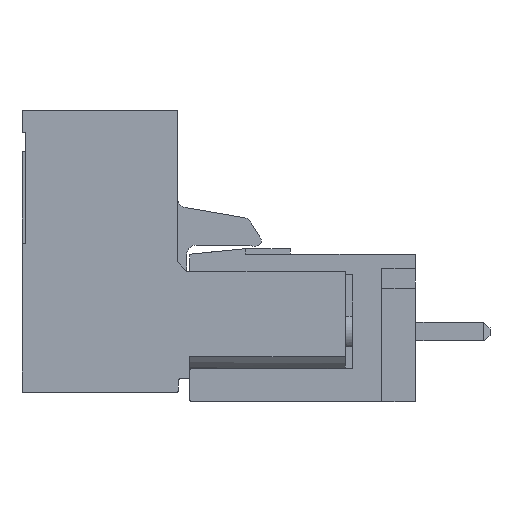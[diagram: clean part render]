
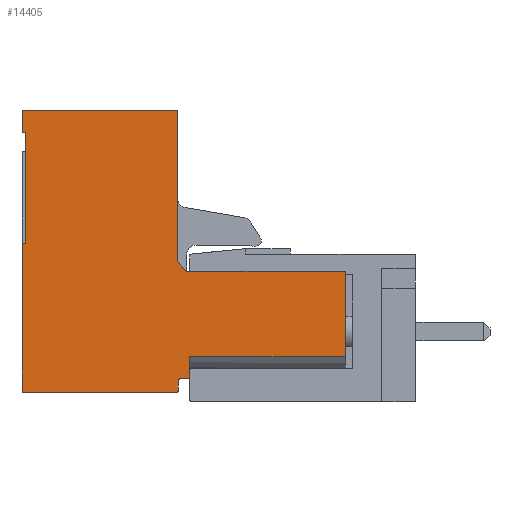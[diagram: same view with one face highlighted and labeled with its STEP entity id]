
A CAD part, left-side view. The second image highlights one B-rep face of the part: STEP entity #14405.
In plain terms, the highlighted planar face has unit normal (-1, 0, 0).
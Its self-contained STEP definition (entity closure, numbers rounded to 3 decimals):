
#126 = ORIENTED_EDGE ( 'NONE', *, *, #374, .F. ) ;
#201 = VERTEX_POINT ( 'NONE', #2488 ) ;
#207 = CIRCLE ( 'NONE', #8850, 0.1 ) ;
#251 = VECTOR ( 'NONE', #10450, 1000. ) ;
#374 = EDGE_CURVE ( 'NONE', #15440, #201, #11978, .T. ) ;
#455 = VERTEX_POINT ( 'NONE', #10205 ) ;
#743 = EDGE_CURVE ( 'NONE', #4722, #887, #10524, .T. ) ;
#757 = DIRECTION ( 'NONE',  ( 0., 0., 1. ) ) ;
#787 = DIRECTION ( 'NONE',  ( 1., 0., 0. ) ) ;
#823 = DIRECTION ( 'NONE',  ( 0., 0., 1. ) ) ;
#835 = EDGE_CURVE ( 'NONE', #11325, #887, #8046, .T. ) ;
#862 = VECTOR ( 'NONE', #9314, 1000. ) ;
#887 = VERTEX_POINT ( 'NONE', #5123 ) ;
#924 = EDGE_CURVE ( 'NONE', #11630, #11325, #3199, .T. ) ;
#1099 = VECTOR ( 'NONE', #5734, 1000. ) ;
#1102 = CARTESIAN_POINT ( 'NONE',  ( -10.86, 3.75, 0.51 ) ) ;
#1129 = ORIENTED_EDGE ( 'NONE', *, *, #3545, .F. ) ;
#1165 = AXIS2_PLACEMENT_3D ( 'NONE', #7426, #12268, #11074 ) ;
#1208 = VECTOR ( 'NONE', #14293, 1000. ) ;
#1466 = ORIENTED_EDGE ( 'NONE', *, *, #15124, .F. ) ;
#1688 = CARTESIAN_POINT ( 'NONE',  ( -10.86, 12.8, 0.61 ) ) ;
#1747 = VERTEX_POINT ( 'NONE', #2943 ) ;
#1794 = DIRECTION ( 'NONE',  ( 0., -1., 0. ) ) ;
#1811 = DIRECTION ( 'NONE',  ( 1., 0., 0. ) ) ;
#1862 = CARTESIAN_POINT ( 'NONE',  ( -10.86, 21.08, 0.51 ) ) ;
#1932 = LINE ( 'NONE', #11650, #12818 ) ;
#2066 = CARTESIAN_POINT ( 'NONE',  ( -10.86, 21.08, 8.49 ) ) ;
#2077 = CARTESIAN_POINT ( 'NONE',  ( -10.86, 12.75, 7.49 ) ) ;
#2153 = LINE ( 'NONE', #2077, #2612 ) ;
#2488 = CARTESIAN_POINT ( 'NONE',  ( -10.86, 12.75, 7.49 ) ) ;
#2521 = CARTESIAN_POINT ( 'NONE',  ( -10.86, 12.25, 6.99 ) ) ;
#2612 = VECTOR ( 'NONE', #13029, 1000. ) ;
#2747 = EDGE_CURVE ( 'NONE', #201, #8893, #2153, .T. ) ;
#2926 = CARTESIAN_POINT ( 'NONE',  ( -10.86, 20.88, 0.51 ) ) ;
#2943 = CARTESIAN_POINT ( 'NONE',  ( -10.86, 21.08, 8.49 ) ) ;
#2955 = ORIENTED_EDGE ( 'NONE', *, *, #14264, .F. ) ;
#2959 = VERTEX_POINT ( 'NONE', #7062 ) ;
#3022 = CARTESIAN_POINT ( 'NONE',  ( -10.86, 12.6, 1.129 ) ) ;
#3027 = ORIENTED_EDGE ( 'NONE', *, *, #4605, .F. ) ;
#3098 = CARTESIAN_POINT ( 'NONE',  ( -10.86, 21.08, 0.51 ) ) ;
#3199 = LINE ( 'NONE', #14158, #12610 ) ;
#3214 = DIRECTION ( 'NONE',  ( 0., 0., -1. ) ) ;
#3488 = PLANE ( 'NONE',  #4961 ) ;
#3541 = CARTESIAN_POINT ( 'NONE',  ( -10.86, 21.08, 14.41 ) ) ;
#3545 = EDGE_CURVE ( 'NONE', #455, #10296, #15266, .T. ) ;
#3965 = VECTOR ( 'NONE', #13982, 1000. ) ;
#3971 = VERTEX_POINT ( 'NONE', #9688 ) ;
#4129 = CARTESIAN_POINT ( 'NONE',  ( -10.86, 12.1, 2.411 ) ) ;
#4174 = VECTOR ( 'NONE', #15607, 1000. ) ;
#4354 = CARTESIAN_POINT ( 'NONE',  ( -10.86, 21.08, 15.61 ) ) ;
#4444 = LINE ( 'NONE', #3098, #862 ) ;
#4605 = EDGE_CURVE ( 'NONE', #10154, #15346, #12258, .T. ) ;
#4722 = VERTEX_POINT ( 'NONE', #6514 ) ;
#4798 = VECTOR ( 'NONE', #8609, 1000. ) ;
#4961 = AXIS2_PLACEMENT_3D ( 'NONE', #7139, #15641, #5956 ) ;
#5123 = CARTESIAN_POINT ( 'NONE',  ( -10.86, 12.2, 1.229 ) ) ;
#5229 = CARTESIAN_POINT ( 'NONE',  ( -10.86, 21.08, 2.411 ) ) ;
#5652 = CARTESIAN_POINT ( 'NONE',  ( -10.86, 3.75, 6.99 ) ) ;
#5734 = DIRECTION ( 'NONE',  ( 0., 0., -1. ) ) ;
#5756 = EDGE_CURVE ( 'NONE', #10189, #8176, #13190, .T. ) ;
#5889 = EDGE_CURVE ( 'NONE', #8893, #455, #6820, .T. ) ;
#5956 = DIRECTION ( 'NONE',  ( 0., 0., 1. ) ) ;
#5980 = AXIS2_PLACEMENT_3D ( 'NONE', #3022, #1811, #757 ) ;
#6008 = EDGE_LOOP ( 'NONE', ( #9528, #7400, #7884, #8146, #1129, #11399, #13562, #126, #12218, #2955, #3027, #7310, #1466, #13506, #6722, #9172, #12344, #6241 ) ) ;
#6241 = ORIENTED_EDGE ( 'NONE', *, *, #14262, .T. ) ;
#6358 = CARTESIAN_POINT ( 'NONE',  ( -10.86, 3.75, 2.411 ) ) ;
#6374 = VERTEX_POINT ( 'NONE', #7816 ) ;
#6514 = CARTESIAN_POINT ( 'NONE',  ( -10.86, 12.6, 1.229 ) ) ;
#6600 = EDGE_CURVE ( 'NONE', #3971, #15440, #9452, .T. ) ;
#6722 = ORIENTED_EDGE ( 'NONE', *, *, #5756, .F. ) ;
#6820 = LINE ( 'NONE', #15160, #10660 ) ;
#7062 = CARTESIAN_POINT ( 'NONE',  ( -10.86, 12.7, 0.61 ) ) ;
#7139 = CARTESIAN_POINT ( 'NONE',  ( -10.86, 21.08, 0.51 ) ) ;
#7285 = VECTOR ( 'NONE', #12975, 1000. ) ;
#7304 = EDGE_CURVE ( 'NONE', #2959, #10189, #207, .T. ) ;
#7310 = ORIENTED_EDGE ( 'NONE', *, *, #14512, .F. ) ;
#7362 = CARTESIAN_POINT ( 'NONE',  ( -10.86, 12.75, 15.61 ) ) ;
#7400 = ORIENTED_EDGE ( 'NONE', *, *, #835, .F. ) ;
#7426 = CARTESIAN_POINT ( 'NONE',  ( -10.86, 12.2, 1.329 ) ) ;
#7629 = VECTOR ( 'NONE', #10739, 1000. ) ;
#7691 = LINE ( 'NONE', #5229, #9796 ) ;
#7816 = CARTESIAN_POINT ( 'NONE',  ( -10.86, 20.88, 8.49 ) ) ;
#7884 = ORIENTED_EDGE ( 'NONE', *, *, #924, .F. ) ;
#8046 = CIRCLE ( 'NONE', #1165, 0.1 ) ;
#8121 = CARTESIAN_POINT ( 'NONE',  ( -10.86, 12.7, 1.129 ) ) ;
#8146 = ORIENTED_EDGE ( 'NONE', *, *, #13769, .F. ) ;
#8176 = VERTEX_POINT ( 'NONE', #12262 ) ;
#8609 = DIRECTION ( 'NONE',  ( 0., 1., 0. ) ) ;
#8653 = CARTESIAN_POINT ( 'NONE',  ( -10.86, 12.75, 15.61 ) ) ;
#8657 = DIRECTION ( 'NONE',  ( 0., 1., 0. ) ) ;
#8850 = AXIS2_PLACEMENT_3D ( 'NONE', #1688, #787, #14011 ) ;
#8893 = VERTEX_POINT ( 'NONE', #2521 ) ;
#8973 = EDGE_CURVE ( 'NONE', #8176, #1747, #12754, .T. ) ;
#9172 = ORIENTED_EDGE ( 'NONE', *, *, #7304, .F. ) ;
#9238 = LINE ( 'NONE', #2066, #3965 ) ;
#9314 = DIRECTION ( 'NONE',  ( 0., 0., 1. ) ) ;
#9419 = CARTESIAN_POINT ( 'NONE',  ( -10.86, 12.7, 1.229 ) ) ;
#9452 = LINE ( 'NONE', #4354, #1208 ) ;
#9528 = ORIENTED_EDGE ( 'NONE', *, *, #743, .T. ) ;
#9616 = FACE_OUTER_BOUND ( 'NONE', #6008, .T. ) ;
#9688 = CARTESIAN_POINT ( 'NONE',  ( -10.86, 21.08, 15.61 ) ) ;
#9796 = VECTOR ( 'NONE', #8657, 1000. ) ;
#10154 = VERTEX_POINT ( 'NONE', #15345 ) ;
#10189 = VERTEX_POINT ( 'NONE', #11480 ) ;
#10205 = CARTESIAN_POINT ( 'NONE',  ( -10.86, 3.75, 6.99 ) ) ;
#10296 = VERTEX_POINT ( 'NONE', #6358 ) ;
#10396 = LINE ( 'NONE', #2926, #11065 ) ;
#10450 = DIRECTION ( 'NONE',  ( 0., 0., 1. ) ) ;
#10524 = LINE ( 'NONE', #9419, #7285 ) ;
#10660 = VECTOR ( 'NONE', #1794, 1000. ) ;
#10739 = DIRECTION ( 'NONE',  ( 0., 1., 0. ) ) ;
#11065 = VECTOR ( 'NONE', #823, 1000. ) ;
#11074 = DIRECTION ( 'NONE',  ( 0., 0., -1. ) ) ;
#11224 = CARTESIAN_POINT ( 'NONE',  ( -10.86, 21.08, 14.41 ) ) ;
#11325 = VERTEX_POINT ( 'NONE', #11913 ) ;
#11399 = ORIENTED_EDGE ( 'NONE', *, *, #5889, .F. ) ;
#11480 = CARTESIAN_POINT ( 'NONE',  ( -10.86, 12.8, 0.51 ) ) ;
#11630 = VERTEX_POINT ( 'NONE', #4129 ) ;
#11650 = CARTESIAN_POINT ( 'NONE',  ( -10.86, 12.7, 0.51 ) ) ;
#11913 = CARTESIAN_POINT ( 'NONE',  ( -10.86, 12.1, 1.329 ) ) ;
#11978 = LINE ( 'NONE', #7362, #4174 ) ;
#12218 = ORIENTED_EDGE ( 'NONE', *, *, #6600, .F. ) ;
#12258 = LINE ( 'NONE', #11224, #4798 ) ;
#12262 = CARTESIAN_POINT ( 'NONE',  ( -10.86, 21.08, 0.51 ) ) ;
#12268 = DIRECTION ( 'NONE',  ( 1., 0., 0. ) ) ;
#12344 = ORIENTED_EDGE ( 'NONE', *, *, #14066, .F. ) ;
#12610 = VECTOR ( 'NONE', #13993, 1000. ) ;
#12666 = VERTEX_POINT ( 'NONE', #8121 ) ;
#12754 = LINE ( 'NONE', #1862, #251 ) ;
#12818 = VECTOR ( 'NONE', #3214, 1000. ) ;
#12975 = DIRECTION ( 'NONE',  ( 0., -1., 0. ) ) ;
#13029 = DIRECTION ( 'NONE',  ( 0., -0.707, -0.707 ) ) ;
#13190 = LINE ( 'NONE', #1102, #7629 ) ;
#13506 = ORIENTED_EDGE ( 'NONE', *, *, #8973, .F. ) ;
#13562 = ORIENTED_EDGE ( 'NONE', *, *, #2747, .F. ) ;
#13769 = EDGE_CURVE ( 'NONE', #10296, #11630, #7691, .T. ) ;
#13982 = DIRECTION ( 'NONE',  ( 0., -1., 0. ) ) ;
#13993 = DIRECTION ( 'NONE',  ( 0., 0., -1. ) ) ;
#14011 = DIRECTION ( 'NONE',  ( 0., 1., 0. ) ) ;
#14066 = EDGE_CURVE ( 'NONE', #12666, #2959, #1932, .T. ) ;
#14158 = CARTESIAN_POINT ( 'NONE',  ( -10.86, 12.1, 0.51 ) ) ;
#14262 = EDGE_CURVE ( 'NONE', #12666, #4722, #14853, .T. ) ;
#14264 = EDGE_CURVE ( 'NONE', #15346, #3971, #4444, .T. ) ;
#14293 = DIRECTION ( 'NONE',  ( 0., -1., 0. ) ) ;
#14405 = ADVANCED_FACE ( 'NONE', ( #9616 ), #3488, .F. ) ;
#14512 = EDGE_CURVE ( 'NONE', #6374, #10154, #10396, .T. ) ;
#14853 = CIRCLE ( 'NONE', #5980, 0.1 ) ;
#15124 = EDGE_CURVE ( 'NONE', #1747, #6374, #9238, .T. ) ;
#15160 = CARTESIAN_POINT ( 'NONE',  ( -10.86, 21.08, 6.99 ) ) ;
#15266 = LINE ( 'NONE', #5652, #1099 ) ;
#15345 = CARTESIAN_POINT ( 'NONE',  ( -10.86, 20.88, 14.41 ) ) ;
#15346 = VERTEX_POINT ( 'NONE', #3541 ) ;
#15440 = VERTEX_POINT ( 'NONE', #8653 ) ;
#15607 = DIRECTION ( 'NONE',  ( 0., 0., -1. ) ) ;
#15641 = DIRECTION ( 'NONE',  ( 1., 0., 0. ) ) ;
